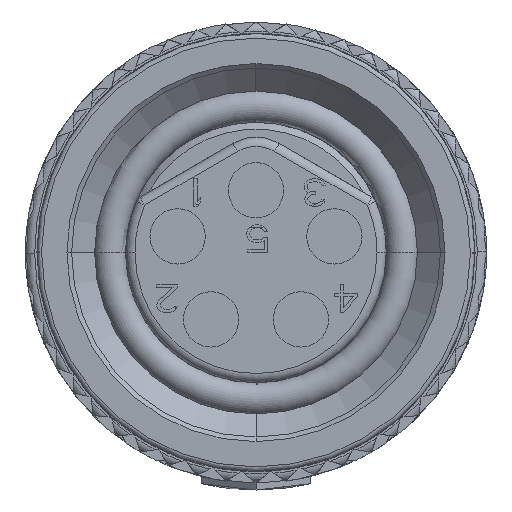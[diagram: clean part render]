
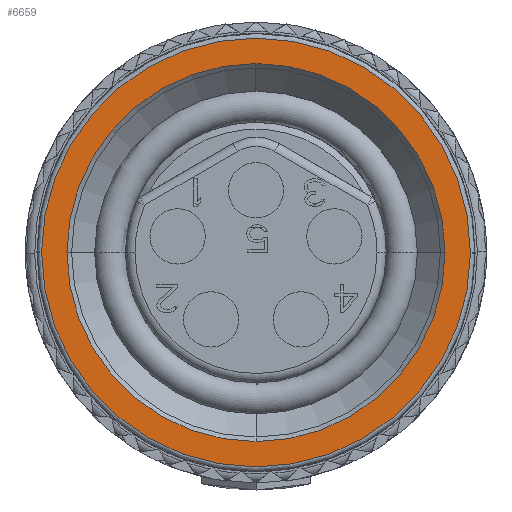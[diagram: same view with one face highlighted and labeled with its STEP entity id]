
A CAD part, front view. The second image highlights one B-rep face of the part: STEP entity #6659.
In plain terms, the highlighted planar face has unit normal (0, -1, 0).
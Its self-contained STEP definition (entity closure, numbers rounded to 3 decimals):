
#6659=ADVANCED_FACE('',(#14506,#14507),#14508,.T.);
#6677=EDGE_CURVE('',#14535,#14532,#14536,.T.);
#6681=EDGE_CURVE('',#14532,#14541,#14542,.T.);
#6689=EDGE_CURVE('',#14554,#14555,#14556,.T.);
#6695=EDGE_CURVE('',#14564,#14565,#14566,.T.);
#8801=EDGE_CURVE('',#14565,#14554,#17330,.T.);
#8803=EDGE_CURVE('',#14555,#14564,#17332,.T.);
#8813=EDGE_CURVE('',#17343,#14535,#17344,.T.);
#8815=EDGE_CURVE('',#14541,#17343,#17346,.T.);
#14506=FACE_OUTER_BOUND('',#71139,.T.);
#14507=FACE_BOUND('',#71140,.T.);
#14508=PLANE('',#71141);
#14532=VERTEX_POINT('',#71169);
#14535=VERTEX_POINT('',#71174);
#14536=CIRCLE('',#71175,4.1);
#14541=VERTEX_POINT('',#71182);
#14542=CIRCLE('',#71183,4.1);
#14554=VERTEX_POINT('',#71199);
#14555=VERTEX_POINT('',#71200);
#14556=CIRCLE('',#71201,4.65);
#14564=VERTEX_POINT('',#71212);
#14565=VERTEX_POINT('',#71213);
#14566=CIRCLE('',#71214,4.65);
#17330=CIRCLE('',#77906,4.65);
#17332=CIRCLE('',#77909,4.65);
#17343=VERTEX_POINT('',#77927);
#17344=CIRCLE('',#77928,4.1);
#17346=CIRCLE('',#77931,4.1);
#71139=EDGE_LOOP('',(#101124,#101125,#101126,#101127));
#71140=EDGE_LOOP('',(#101128,#101129,#101130,#101131));
#71141=AXIS2_PLACEMENT_3D('',#101132,#101133,#101134);
#71169=CARTESIAN_POINT('',(4.1,-8.5,0.0));
#71174=CARTESIAN_POINT('',(0.,-8.5,4.1));
#71175=AXIS2_PLACEMENT_3D('',#101182,#101183,#101184);
#71182=CARTESIAN_POINT('',(0.,-8.5,-4.1));
#71183=AXIS2_PLACEMENT_3D('',#101188,#101189,#101190);
#71199=CARTESIAN_POINT('',(4.65,-8.5,0.0));
#71200=CARTESIAN_POINT('',(-4.65,-8.5,0.024));
#71201=AXIS2_PLACEMENT_3D('',#101200,#101201,#101202);
#71212=CARTESIAN_POINT('',(-4.65,-8.5,0.0));
#71213=CARTESIAN_POINT('',(4.65,-8.5,-0.024));
#71214=AXIS2_PLACEMENT_3D('',#101209,#101210,#101211);
#77906=AXIS2_PLACEMENT_3D('',#102732,#102733,#102734);
#77909=AXIS2_PLACEMENT_3D('',#102735,#102736,#102737);
#77927=CARTESIAN_POINT('',(-4.1,-8.5,0.0));
#77928=AXIS2_PLACEMENT_3D('',#102746,#102747,#102748);
#77931=AXIS2_PLACEMENT_3D('',#102749,#102750,#102751);
#101124=ORIENTED_EDGE('',*,*,#6689,.T.);
#101125=ORIENTED_EDGE('',*,*,#8803,.T.);
#101126=ORIENTED_EDGE('',*,*,#6695,.T.);
#101127=ORIENTED_EDGE('',*,*,#8801,.T.);
#101128=ORIENTED_EDGE('',*,*,#8813,.T.);
#101129=ORIENTED_EDGE('',*,*,#6677,.T.);
#101130=ORIENTED_EDGE('',*,*,#6681,.T.);
#101131=ORIENTED_EDGE('',*,*,#8815,.T.);
#101132=CARTESIAN_POINT('',(0.0,-8.5,0.0));
#101133=DIRECTION('',(0.0,-1.0,0.0));
#101134=DIRECTION('',(0.0,0.0,-1.0));
#101182=CARTESIAN_POINT('',(0.0,-8.5,0.0));
#101183=DIRECTION('',(0.0,1.0,0.0));
#101184=DIRECTION('',(-1.0,0.0,0.0));
#101188=CARTESIAN_POINT('',(0.0,-8.5,0.0));
#101189=DIRECTION('',(-0.0,1.0,0.0));
#101190=DIRECTION('',(1.0,0.0,0.0));
#101200=CARTESIAN_POINT('',(0.0,-8.5,0.0));
#101201=DIRECTION('',(0.0,-1.0,0.0));
#101202=DIRECTION('',(1.0,0.0,0.0));
#101209=CARTESIAN_POINT('',(0.0,-8.5,0.0));
#101210=DIRECTION('',(0.0,-1.0,0.0));
#101211=DIRECTION('',(-1.0,0.0,0.0));
#102732=CARTESIAN_POINT('',(0.0,-8.5,0.0));
#102733=DIRECTION('',(0.0,-1.0,0.0));
#102734=DIRECTION('',(-1.0,0.0,0.0));
#102735=CARTESIAN_POINT('',(0.0,-8.5,0.0));
#102736=DIRECTION('',(0.0,-1.0,0.0));
#102737=DIRECTION('',(1.0,0.0,0.0));
#102746=CARTESIAN_POINT('',(0.0,-8.5,0.0));
#102747=DIRECTION('',(0.0,1.0,0.0));
#102748=DIRECTION('',(-1.0,0.0,0.0));
#102749=CARTESIAN_POINT('',(0.0,-8.5,0.0));
#102750=DIRECTION('',(-0.0,1.0,0.0));
#102751=DIRECTION('',(1.0,0.0,0.0));
